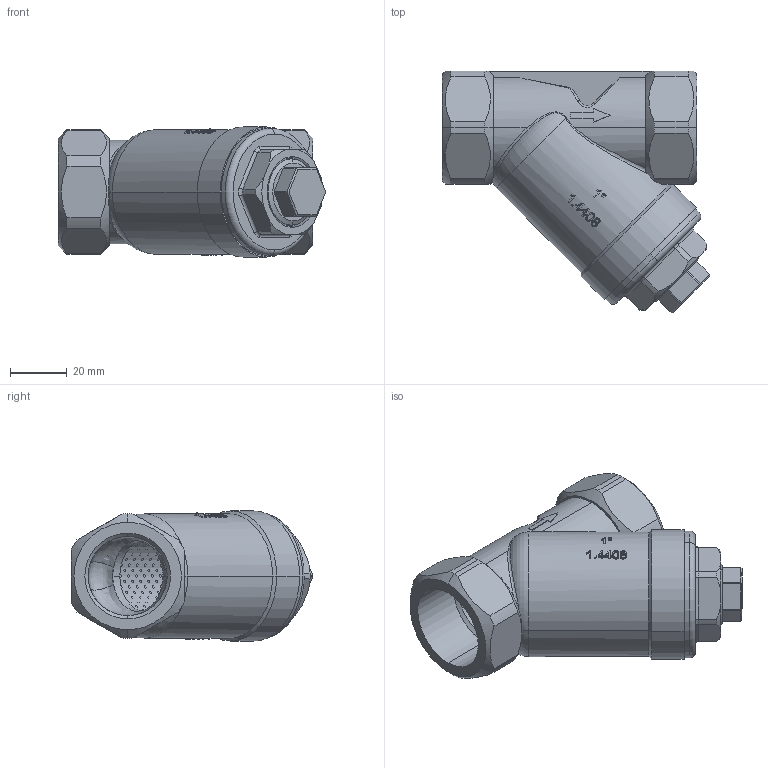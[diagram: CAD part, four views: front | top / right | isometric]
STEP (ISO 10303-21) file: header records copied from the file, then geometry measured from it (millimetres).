
FILE_DESCRIPTION (( 'STEP AP214' ), '1' );
FILE_NAME ('613 DN25.STEP', '2018-06-18T07:16:44', ( '' ), ( '' ), 'SwSTEP 2.0', 'SolidWorks 2015', '' );
FILE_SCHEMA (( 'AUTOMOTIVE_DESIGN' ));
Length unit declared in the file: millimetre
Products named in the file (7): ENG-022182; ENG-022181; ENG-022180; ENG-022177; ENG-022174; 613 DN25; ENG-022183
Assembly tree (6 placements, depth 2):
  613 DN25
    ENG-022174
    ENG-022177
    ENG-022180
    ENG-022181
    ENG-022182
    ENG-022183
Bounding box: 94.51 x 85.51 x 46 mm (x, y, z)
Volume: 83804.9 mm3; surface area: 60946.2 mm2
Topology: 7 solids, 7 shells, 1591 faces, 4710 edges, 3116 vertices
Faces by surface type: cylinder 1312, plane 148, bspline 79, cone 42, torus 10
Entity records: 82744 total; most frequent: CARTESIAN_POINT 42564, ORIENTED_EDGE 9420, DIRECTION 5252, EDGE_CURVE 4710, VERTEX_POINT 3116, B_SPLINE_CURVE_WITH_KNOTS 2792, EDGE_LOOP 2784, AXIS2_PLACEMENT_3D 1838
